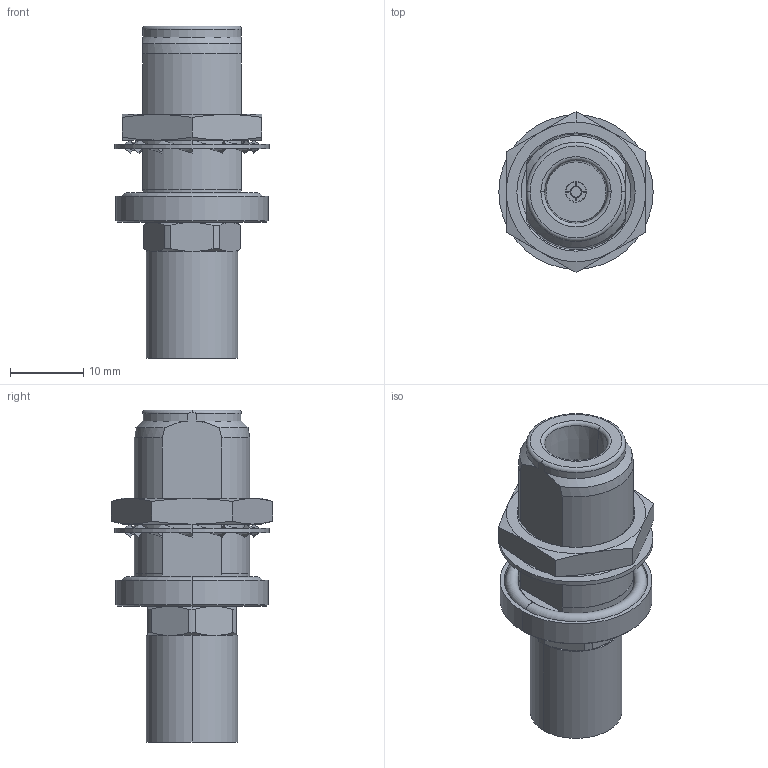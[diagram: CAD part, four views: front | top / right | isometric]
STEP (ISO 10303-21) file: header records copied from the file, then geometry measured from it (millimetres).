
FILE_DESCRIPTION (( 'STEP AP214' ), '1' );
FILE_NAME ('J01021H0035.STEP', '2018-08-07T14:41:47', ( '' ), ( '' ), 'SwSTEP 2.0', 'SolidWorks 2017', '' );
FILE_SCHEMA (( 'AUTOMOTIVE_DESIGN' ));
Length unit declared in the file: millimetre
Products named in the file (1): J01021H0035
Bounding box: 21 x 21.94 x 45.2 mm (x, y, z)
Volume: 6822 mm3; surface area: 4697 mm2
Topology: 3 solids, 3 shells, 206 faces, 510 edges, 319 vertices
Faces by surface type: plane 71, cone 48, cylinder 43, bspline 36, torus 8
Entity records: 9180 total; most frequent: CARTESIAN_POINT 2348, ORIENTED_EDGE 1020, DIRECTION 835, EDGE_CURVE 510, AXIS2_PLACEMENT_3D 322, VERTEX_POINT 319, EDGE_LOOP 223, UNCERTAINTY_MEASURE_WITH_UNIT 206
